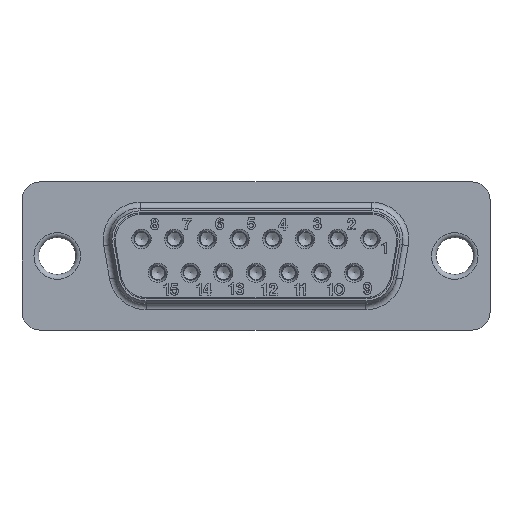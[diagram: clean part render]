
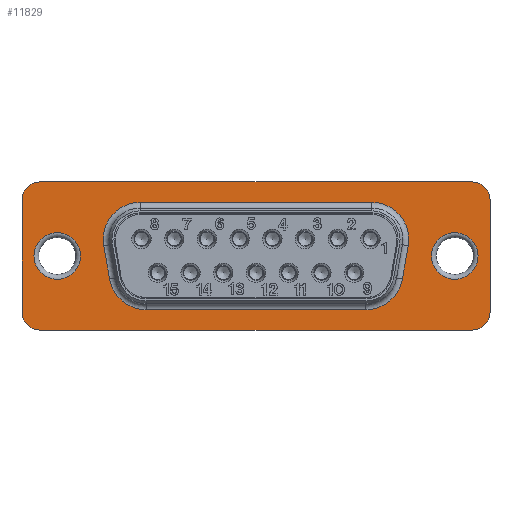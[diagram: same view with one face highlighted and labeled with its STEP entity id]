
A CAD part, top view. The second image highlights one B-rep face of the part: STEP entity #11829.
In plain terms, the highlighted face is planar.
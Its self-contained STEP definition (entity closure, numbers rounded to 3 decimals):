
#1492=LINE('',#25155,#2606);
#1493=LINE('',#25159,#2607);
#1494=LINE('',#25163,#2608);
#1495=LINE('',#25166,#2609);
#1496=LINE('',#25171,#2610);
#1497=LINE('',#25175,#2611);
#1498=LINE('',#25179,#2612);
#1499=LINE('',#25183,#2613);
#2606=VECTOR('',#15807,9.4);
#2607=VECTOR('',#15810,36.2);
#2608=VECTOR('',#15813,9.4);
#2609=VECTOR('',#15816,36.2);
#2610=VECTOR('',#15819,18.413);
#2611=VECTOR('',#15822,2.843);
#2612=VECTOR('',#15825,19.4);
#2613=VECTOR('',#15828,2.843);
#3091=PLANE('',#12801);
#3313=FACE_BOUND('',#4853,.T.);
#3314=FACE_BOUND('',#4854,.T.);
#3315=FACE_BOUND('',#4855,.T.);
#3960=FACE_OUTER_BOUND('',#4852,.T.);
#4852=EDGE_LOOP('',(#10912,#10913,#10914,#10915,#10916,#10917,#10918,#10919));
#4853=EDGE_LOOP('',(#10920));
#4854=EDGE_LOOP('',(#10921,#10922,#10923,#10924,#10925,#10926,#10927,#10928));
#4855=EDGE_LOOP('',(#10929));
#5228=CIRCLE('',#12800,1.95);
#5229=CIRCLE('',#12802,1.5);
#5230=CIRCLE('',#12803,1.5);
#5231=CIRCLE('',#12804,1.5);
#5232=CIRCLE('',#12805,1.5);
#5233=CIRCLE('',#12806,1.95);
#5234=CIRCLE('',#12807,3.1);
#5235=CIRCLE('',#12808,3.1);
#5236=CIRCLE('',#12809,3.1);
#5237=CIRCLE('',#12810,3.1);
#6296=VERTEX_POINT('',#25148);
#6297=VERTEX_POINT('',#25151);
#6298=VERTEX_POINT('',#25152);
#6299=VERTEX_POINT('',#25154);
#6300=VERTEX_POINT('',#25156);
#6301=VERTEX_POINT('',#25158);
#6302=VERTEX_POINT('',#25160);
#6303=VERTEX_POINT('',#25162);
#6304=VERTEX_POINT('',#25164);
#6305=VERTEX_POINT('',#25167);
#6306=VERTEX_POINT('',#25169);
#6307=VERTEX_POINT('',#25170);
#6308=VERTEX_POINT('',#25172);
#6309=VERTEX_POINT('',#25174);
#6310=VERTEX_POINT('',#25176);
#6311=VERTEX_POINT('',#25178);
#6312=VERTEX_POINT('',#25180);
#6313=VERTEX_POINT('',#25182);
#7846=EDGE_CURVE('',#6296,#6296,#5228,.T.);
#7847=EDGE_CURVE('',#6297,#6298,#5229,.T.);
#7848=EDGE_CURVE('',#6299,#6297,#1492,.T.);
#7849=EDGE_CURVE('',#6300,#6299,#5230,.T.);
#7850=EDGE_CURVE('',#6301,#6300,#1493,.T.);
#7851=EDGE_CURVE('',#6302,#6301,#5231,.T.);
#7852=EDGE_CURVE('',#6303,#6302,#1494,.T.);
#7853=EDGE_CURVE('',#6304,#6303,#5232,.T.);
#7854=EDGE_CURVE('',#6298,#6304,#1495,.T.);
#7855=EDGE_CURVE('',#6305,#6305,#5233,.T.);
#7856=EDGE_CURVE('',#6306,#6307,#1496,.T.);
#7857=EDGE_CURVE('',#6308,#6306,#5234,.T.);
#7858=EDGE_CURVE('',#6309,#6308,#1497,.T.);
#7859=EDGE_CURVE('',#6310,#6309,#5235,.T.);
#7860=EDGE_CURVE('',#6311,#6310,#1498,.T.);
#7861=EDGE_CURVE('',#6312,#6311,#5236,.T.);
#7862=EDGE_CURVE('',#6313,#6312,#1499,.T.);
#7863=EDGE_CURVE('',#6307,#6313,#5237,.T.);
#10912=ORIENTED_EDGE('',*,*,#7847,.F.);
#10913=ORIENTED_EDGE('',*,*,#7848,.F.);
#10914=ORIENTED_EDGE('',*,*,#7849,.F.);
#10915=ORIENTED_EDGE('',*,*,#7850,.F.);
#10916=ORIENTED_EDGE('',*,*,#7851,.F.);
#10917=ORIENTED_EDGE('',*,*,#7852,.F.);
#10918=ORIENTED_EDGE('',*,*,#7853,.F.);
#10919=ORIENTED_EDGE('',*,*,#7854,.F.);
#10920=ORIENTED_EDGE('',*,*,#7855,.F.);
#10921=ORIENTED_EDGE('',*,*,#7856,.F.);
#10922=ORIENTED_EDGE('',*,*,#7857,.F.);
#10923=ORIENTED_EDGE('',*,*,#7858,.F.);
#10924=ORIENTED_EDGE('',*,*,#7859,.F.);
#10925=ORIENTED_EDGE('',*,*,#7860,.F.);
#10926=ORIENTED_EDGE('',*,*,#7861,.F.);
#10927=ORIENTED_EDGE('',*,*,#7862,.F.);
#10928=ORIENTED_EDGE('',*,*,#7863,.F.);
#10929=ORIENTED_EDGE('',*,*,#7846,.F.);
#11829=ADVANCED_FACE('',(#3960,#3313,#3314,#3315),#3091,.F.);
#12800=AXIS2_PLACEMENT_3D('',#25149,#15801,#15802);
#12801=AXIS2_PLACEMENT_3D('',#25150,#15803,#15804);
#12802=AXIS2_PLACEMENT_3D('',#25153,#15805,#15806);
#12803=AXIS2_PLACEMENT_3D('',#25157,#15808,#15809);
#12804=AXIS2_PLACEMENT_3D('',#25161,#15811,#15812);
#12805=AXIS2_PLACEMENT_3D('',#25165,#15814,#15815);
#12806=AXIS2_PLACEMENT_3D('',#25168,#15817,#15818);
#12807=AXIS2_PLACEMENT_3D('',#25173,#15820,#15821);
#12808=AXIS2_PLACEMENT_3D('',#25177,#15823,#15824);
#12809=AXIS2_PLACEMENT_3D('',#25181,#15826,#15827);
#12810=AXIS2_PLACEMENT_3D('',#25184,#15829,#15830);
#15801=DIRECTION('center_axis',(0.,0.,-1.));
#15802=DIRECTION('ref_axis',(-1.,0.,0.));
#15803=DIRECTION('center_axis',(0.,0.,1.));
#15804=DIRECTION('ref_axis',(1.,0.,0.));
#15805=DIRECTION('center_axis',(0.,0.,1.));
#15806=DIRECTION('ref_axis',(0.707,0.707,0.));
#15807=DIRECTION('',(0.,1.,0.));
#15808=DIRECTION('center_axis',(0.,0.,1.));
#15809=DIRECTION('ref_axis',(0.707,-0.707,0.));
#15810=DIRECTION('',(1.,0.,0.));
#15811=DIRECTION('center_axis',(0.,0.,1.));
#15812=DIRECTION('ref_axis',(-0.707,-0.707,0.));
#15813=DIRECTION('',(0.,-1.,0.));
#15814=DIRECTION('center_axis',(0.,0.,1.));
#15815=DIRECTION('ref_axis',(-0.707,0.707,0.));
#15816=DIRECTION('',(-1.,0.,0.));
#15817=DIRECTION('center_axis',(0.,0.,-1.));
#15818=DIRECTION('ref_axis',(-1.,0.,0.));
#15819=DIRECTION('',(-1.,0.,0.));
#15820=DIRECTION('center_axis',(0.,0.,-1.));
#15821=DIRECTION('ref_axis',(0.643,-0.766,0.));
#15822=DIRECTION('',(-0.174,-0.985,0.));
#15823=DIRECTION('center_axis',(0.,0.,-1.));
#15824=DIRECTION('ref_axis',(0.766,0.643,0.));
#15825=DIRECTION('',(1.,0.,0.));
#15826=DIRECTION('center_axis',(0.,0.,-1.));
#15827=DIRECTION('ref_axis',(-0.766,0.643,0.));
#15828=DIRECTION('',(-0.174,0.985,0.));
#15829=DIRECTION('center_axis',(0.,0.,-1.));
#15830=DIRECTION('ref_axis',(-0.643,-0.766,0.));
#25148=CARTESIAN_POINT('',(18.6,0.,-0.4));
#25149=CARTESIAN_POINT('Origin',(16.65,0.,-0.4));
#25150=CARTESIAN_POINT('Origin',(9.793,0.022,-0.4));
#25151=CARTESIAN_POINT('',(19.6,4.7,-0.4));
#25152=CARTESIAN_POINT('',(18.1,6.2,-0.4));
#25153=CARTESIAN_POINT('Origin',(18.1,4.7,-0.4));
#25154=CARTESIAN_POINT('',(19.6,-4.7,-0.4));
#25155=CARTESIAN_POINT('',(19.6,-6.2,-0.4));
#25156=CARTESIAN_POINT('',(18.1,-6.2,-0.4));
#25157=CARTESIAN_POINT('Origin',(18.1,-4.7,-0.4));
#25158=CARTESIAN_POINT('',(-18.1,-6.2,-0.4));
#25159=CARTESIAN_POINT('',(-19.6,-6.2,-0.4));
#25160=CARTESIAN_POINT('',(-19.6,-4.7,-0.4));
#25161=CARTESIAN_POINT('Origin',(-18.1,-4.7,-0.4));
#25162=CARTESIAN_POINT('',(-19.6,4.7,-0.4));
#25163=CARTESIAN_POINT('',(-19.6,6.2,-0.4));
#25164=CARTESIAN_POINT('',(-18.1,6.2,-0.4));
#25165=CARTESIAN_POINT('Origin',(-18.1,4.7,-0.4));
#25166=CARTESIAN_POINT('',(19.6,6.2,-0.4));
#25167=CARTESIAN_POINT('',(-14.7,0.,-0.4));
#25168=CARTESIAN_POINT('Origin',(-16.65,0.,-0.4));
#25169=CARTESIAN_POINT('',(9.206,-4.5,-0.4));
#25170=CARTESIAN_POINT('',(-9.206,-4.5,-0.4));
#25171=CARTESIAN_POINT('',(4.897,-4.5,-0.4));
#25172=CARTESIAN_POINT('',(12.259,-1.938,-0.4));
#25173=CARTESIAN_POINT('Origin',(9.206,-1.4,-0.4));
#25174=CARTESIAN_POINT('',(12.753,0.862,-0.4));
#25175=CARTESIAN_POINT('',(12.39,-1.199,-0.4));
#25176=CARTESIAN_POINT('',(9.7,4.5,-0.4));
#25177=CARTESIAN_POINT('Origin',(9.7,1.4,-0.4));
#25178=CARTESIAN_POINT('',(-9.7,4.5,-0.4));
#25179=CARTESIAN_POINT('',(4.897,4.5,-0.4));
#25180=CARTESIAN_POINT('',(-12.753,0.862,-0.4));
#25181=CARTESIAN_POINT('Origin',(-9.7,1.4,-0.4));
#25182=CARTESIAN_POINT('',(-12.259,-1.938,-0.4));
#25183=CARTESIAN_POINT('',(-12.341,-1.473,-0.4));
#25184=CARTESIAN_POINT('Origin',(-9.206,-1.4,-0.4));
